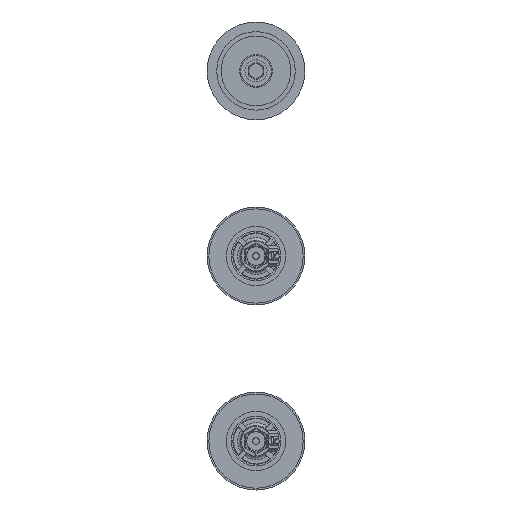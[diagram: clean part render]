
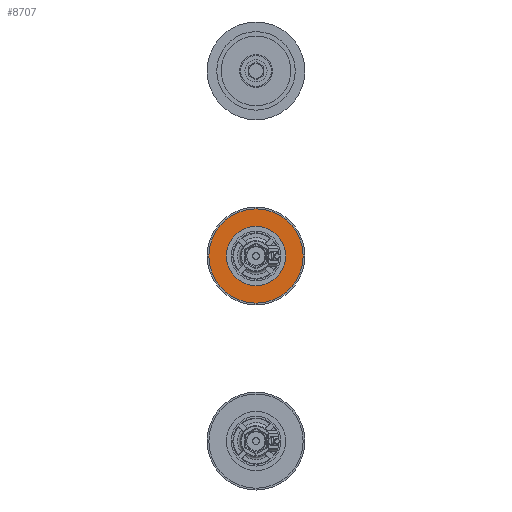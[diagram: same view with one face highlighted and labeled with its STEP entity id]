
A CAD part, front view. The second image highlights one B-rep face of the part: STEP entity #8707.
In plain terms, the highlighted planar face has unit normal (0, -1, 0).
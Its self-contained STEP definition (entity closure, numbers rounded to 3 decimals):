
#835 = DIRECTION ( 'NONE',  ( 0., 1., 0. ) ) ;
#1530 = ORIENTED_EDGE ( 'NONE', *, *, #9157, .T. ) ;
#1678 = AXIS2_PLACEMENT_3D ( 'NONE', #17451, #4597, #13039 ) ;
#3546 = FACE_OUTER_BOUND ( 'NONE', #12117, .T. ) ;
#4572 = PLANE ( 'NONE',  #4853 ) ;
#4597 = DIRECTION ( 'NONE',  ( 0., 1., 0. ) ) ;
#4670 = EDGE_CURVE ( 'NONE', #5273, #5273, #10237, .T. ) ;
#4853 = AXIS2_PLACEMENT_3D ( 'NONE', #8891, #10662, #10285 ) ;
#5273 = VERTEX_POINT ( 'NONE', #8077 ) ;
#5582 = CIRCLE ( 'NONE', #1678, 20. ) ;
#7186 = ORIENTED_EDGE ( 'NONE', *, *, #4670, .F. ) ;
#8077 = CARTESIAN_POINT ( 'NONE',  ( 0., 91.064, 156.8 ) ) ;
#8707 = ADVANCED_FACE ( 'NONE', ( #11892, #3546 ), #4572, .T. ) ;
#8891 = CARTESIAN_POINT ( 'NONE',  ( -20., 91.064, 125. ) ) ;
#9157 = EDGE_CURVE ( 'NONE', #11545, #11545, #5582, .T. ) ;
#10237 = CIRCLE ( 'NONE', #10549, 31.8 ) ;
#10285 = DIRECTION ( 'NONE',  ( 0., 0., -1. ) ) ;
#10549 = AXIS2_PLACEMENT_3D ( 'NONE', #16792, #835, #13878 ) ;
#10662 = DIRECTION ( 'NONE',  ( 0., -1., 0. ) ) ;
#11545 = VERTEX_POINT ( 'NONE', #17280 ) ;
#11892 = FACE_BOUND ( 'NONE', #17760, .T. ) ;
#12117 = EDGE_LOOP ( 'NONE', ( #7186 ) ) ;
#13039 = DIRECTION ( 'NONE',  ( 0., 0., 1. ) ) ;
#13878 = DIRECTION ( 'NONE',  ( 0., 0., 1. ) ) ;
#16792 = CARTESIAN_POINT ( 'NONE',  ( 0., 91.064, 125. ) ) ;
#17280 = CARTESIAN_POINT ( 'NONE',  ( 0., 91.064, 145. ) ) ;
#17451 = CARTESIAN_POINT ( 'NONE',  ( 0., 91.064, 125. ) ) ;
#17760 = EDGE_LOOP ( 'NONE', ( #1530 ) ) ;
